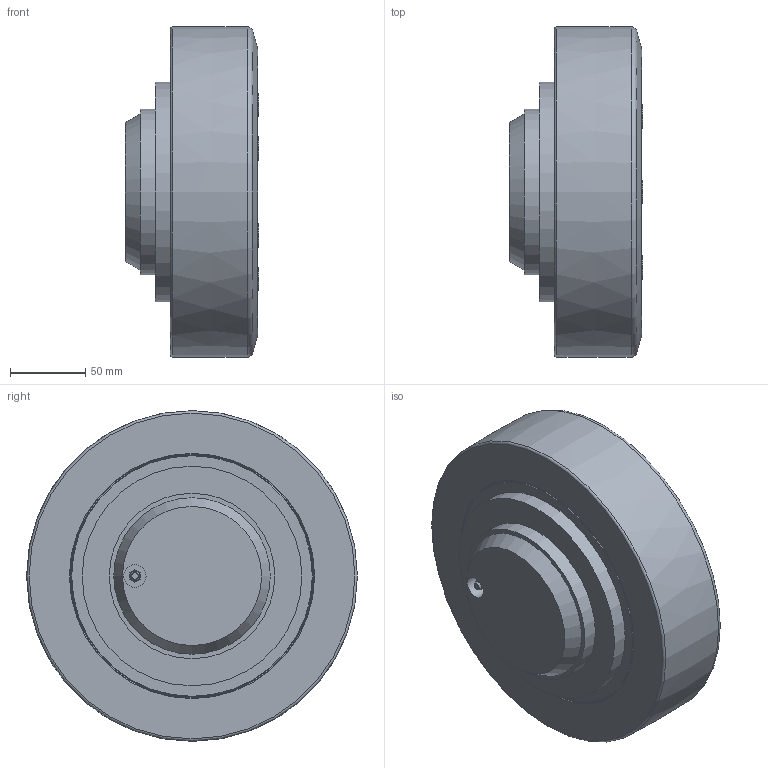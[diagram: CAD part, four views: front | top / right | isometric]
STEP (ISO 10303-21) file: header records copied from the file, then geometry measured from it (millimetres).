
FILE_DESCRIPTION(/* description */ ('-'),/* implementation_level */ '2;1');
FILE_NAME(/* name */ 'ALFATEC_MR220-0410.stp',/* time_stamp */ '2021-02-10T08:47:12+01:00',/* author */ ('kstaebler'),/* organization */ (''),/* preprocessor_version */ 'ST-DEVELOPER v18.1',/* originating_system */ 'Autodesk Inventor 2020',/* authorisation */ '');
FILE_SCHEMA (('AUTOMOTIVE_DESIGN { 1 0 10303 214 3 1 1 }'));
Length unit declared in the file: millimetre
Products named in the file (1): MR 220.0410_Kontur
Bounding box: 88.71 x 219.98 x 220 mm (x, y, z)
Volume: 2272349.6 mm3; surface area: 225554.3 mm2
Topology: 1 solids, 1 shells, 152 faces, 413 edges, 290 vertices
Faces by surface type: plane 77, cylinder 33, cone 31, torus 9, sphere 1, bspline 1
Full cylindrical faces by diameter (mm): 2.5 x1, 3 x1, 4 x2, 4.917 x1, 15 x1, 15.6 x6, 110 x1, 130 x1, 146 x1, 147.5 x1, 148 x3, 149.3 x1, 160.5 x2, 161 x2, 162 x4, 173.3 x1
Entity records: 5400 total; most frequent: CARTESIAN_POINT 1224, DIRECTION 855, ORIENTED_EDGE 818, EDGE_CURVE 409, AXIS2_PLACEMENT_3D 346, VERTEX_POINT 290, CIRCLE 194, EDGE_LOOP 187
